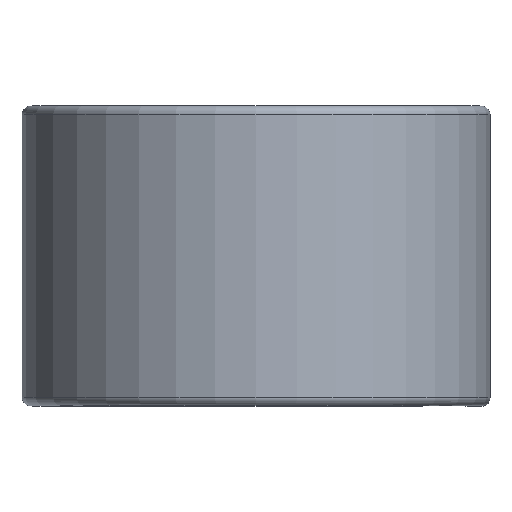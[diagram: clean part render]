
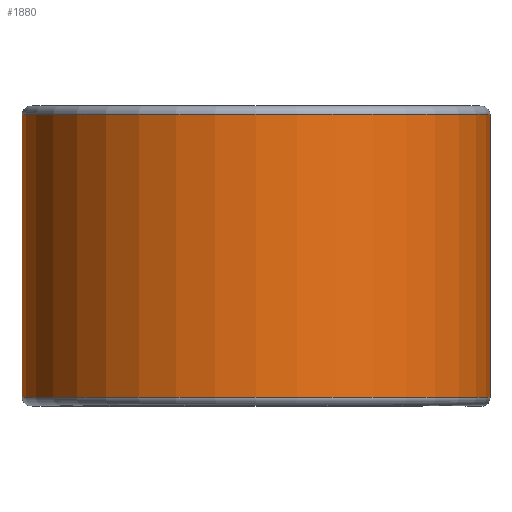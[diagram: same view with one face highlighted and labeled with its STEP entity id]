
A CAD part, top view. The second image highlights one B-rep face of the part: STEP entity #1880.
In plain terms, the highlighted cylindrical face has radius 21.057 mm (diameter 42.113 mm), a partial arc.
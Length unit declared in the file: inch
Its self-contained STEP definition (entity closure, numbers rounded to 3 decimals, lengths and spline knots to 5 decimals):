
#37 = CARTESIAN_POINT ( 'NONE',  ( 0.829, -0.50125, 0. ) ) ;
#46 = CARTESIAN_POINT ( 'NONE',  ( 0., -0.50125, 0. ) ) ;
#113 = LINE ( 'NONE', #2124, #2325 ) ;
#122 = CIRCLE ( 'NONE', #2439, 0.829 ) ;
#403 = CYLINDRICAL_SURFACE ( 'NONE', #635, 0.829 ) ;
#438 = VERTEX_POINT ( 'NONE', #825 ) ;
#441 = DIRECTION ( 'NONE',  ( 0., -1., 0. ) ) ;
#612 = VERTEX_POINT ( 'NONE', #782 ) ;
#617 = CARTESIAN_POINT ( 'NONE',  ( 0., 0.5, 0. ) ) ;
#635 = AXIS2_PLACEMENT_3D ( 'NONE', #617, #1739, #1939 ) ;
#648 = CARTESIAN_POINT ( 'NONE',  ( 0.829, 0.50125, 0. ) ) ;
#763 = ORIENTED_EDGE ( 'NONE', *, *, #920, .F. ) ;
#782 = CARTESIAN_POINT ( 'NONE',  ( 0., -0.50125, -0.829 ) ) ;
#825 = CARTESIAN_POINT ( 'NONE',  ( 0.829, 0.50125, 0. ) ) ;
#882 = ORIENTED_EDGE ( 'NONE', *, *, #1372, .F. ) ;
#893 = DIRECTION ( 'NONE',  ( 0., 1., 0. ) ) ;
#920 = EDGE_CURVE ( 'NONE', #612, #2258, #113, .T. ) ;
#927 = DIRECTION ( 'NONE',  ( 0., -1., 0. ) ) ;
#1040 = EDGE_LOOP ( 'NONE', ( #1515, #1575, #763, #882 ) ) ;
#1164 = CARTESIAN_POINT ( 'NONE',  ( 0., 0.50125, -0.829 ) ) ;
#1237 = VECTOR ( 'NONE', #893, 39.37008 ) ;
#1372 = EDGE_CURVE ( 'NONE', #2300, #612, #1913, .T. ) ;
#1499 = LINE ( 'NONE', #648, #1237 ) ;
#1515 = ORIENTED_EDGE ( 'NONE', *, *, #1983, .T. ) ;
#1575 = ORIENTED_EDGE ( 'NONE', *, *, #2083, .T. ) ;
#1631 = CARTESIAN_POINT ( 'NONE',  ( 0., 0.50125, 0. ) ) ;
#1739 = DIRECTION ( 'NONE',  ( 0., -1., 0. ) ) ;
#1758 = DIRECTION ( 'NONE',  ( 0., 1., 0. ) ) ;
#1810 = DIRECTION ( 'NONE',  ( 0., 0., -1. ) ) ;
#1880 = ADVANCED_FACE ( 'NONE', ( #2181 ), #403, .T. ) ;
#1913 = CIRCLE ( 'NONE', #2060, 0.829 ) ;
#1939 = DIRECTION ( 'NONE',  ( 0., 0., -1. ) ) ;
#1983 = EDGE_CURVE ( 'NONE', #2300, #438, #1499, .T. ) ;
#2060 = AXIS2_PLACEMENT_3D ( 'NONE', #46, #927, #2158 ) ;
#2083 = EDGE_CURVE ( 'NONE', #438, #2258, #122, .T. ) ;
#2124 = CARTESIAN_POINT ( 'NONE',  ( 0., 0.50125, -0.829 ) ) ;
#2158 = DIRECTION ( 'NONE',  ( 0., 0., -1. ) ) ;
#2181 = FACE_OUTER_BOUND ( 'NONE', #1040, .T. ) ;
#2258 = VERTEX_POINT ( 'NONE', #1164 ) ;
#2300 = VERTEX_POINT ( 'NONE', #37 ) ;
#2325 = VECTOR ( 'NONE', #1758, 39.37008 ) ;
#2439 = AXIS2_PLACEMENT_3D ( 'NONE', #1631, #441, #1810 ) ;
